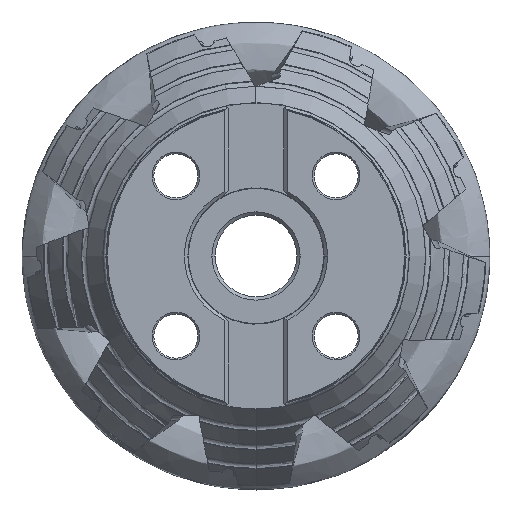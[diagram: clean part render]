
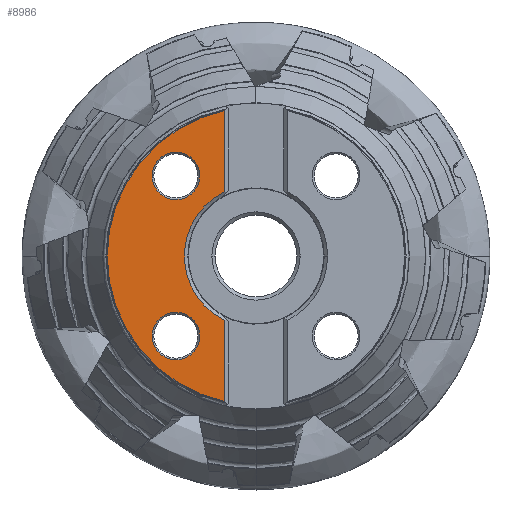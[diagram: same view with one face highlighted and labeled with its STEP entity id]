
A CAD part, left-side view. The second image highlights one B-rep face of the part: STEP entity #8986.
In plain terms, the highlighted planar face has unit normal (-1, 0, 0).
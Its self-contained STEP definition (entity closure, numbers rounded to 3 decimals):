
#279 = FACE_OUTER_BOUND ( 'NONE', #22734, .T. ) ;
#499 = ORIENTED_EDGE ( 'NONE', *, *, #7619, .F. ) ;
#551 = CIRCLE ( 'NONE', #17837, 7. ) ;
#679 = ORIENTED_EDGE ( 'NONE', *, *, #9089, .T. ) ;
#718 = ORIENTED_EDGE ( 'NONE', *, *, #16588, .T. ) ;
#1237 = DIRECTION ( 'NONE',  ( 1., 0., 0. ) ) ;
#1575 = VECTOR ( 'NONE', #10603, 1000. ) ;
#1841 = CARTESIAN_POINT ( 'NONE',  ( -61.5, 0., 0. ) ) ;
#1877 = DIRECTION ( 'NONE',  ( 1., 0., 0. ) ) ;
#1882 = VERTEX_POINT ( 'NONE', #14971 ) ;
#2177 = ORIENTED_EDGE ( 'NONE', *, *, #8616, .T. ) ;
#2223 = VERTEX_POINT ( 'NONE', #17921 ) ;
#2449 = VERTEX_POINT ( 'NONE', #23097 ) ;
#2466 = EDGE_CURVE ( 'NONE', #17078, #2223, #17450, .T. ) ;
#3617 = DIRECTION ( 'NONE',  ( 0., 1., 0. ) ) ;
#3634 = CARTESIAN_POINT ( 'NONE',  ( -61.5, 23.582, -23.582 ) ) ;
#4244 = VERTEX_POINT ( 'NONE', #11105 ) ;
#4403 = FACE_BOUND ( 'NONE', #21599, .T. ) ;
#5373 = CARTESIAN_POINT ( 'NONE',  ( -61.5, 0., 0. ) ) ;
#5384 = CARTESIAN_POINT ( 'NONE',  ( -61.5, 23.582, 16.582 ) ) ;
#5399 = DIRECTION ( 'NONE',  ( 0., 0., 1. ) ) ;
#5405 = CARTESIAN_POINT ( 'NONE',  ( -61.5, 23.582, -23.582 ) ) ;
#6281 = VERTEX_POINT ( 'NONE', #5384 ) ;
#6530 = AXIS2_PLACEMENT_3D ( 'NONE', #1841, #14265, #3617 ) ;
#6579 = ORIENTED_EDGE ( 'NONE', *, *, #2466, .T. ) ;
#6817 = LINE ( 'NONE', #7008, #1575 ) ;
#6861 = EDGE_CURVE ( 'NONE', #4244, #22082, #14769, .T. ) ;
#6899 = AXIS2_PLACEMENT_3D ( 'NONE', #5373, #17834, #7157 ) ;
#7008 = CARTESIAN_POINT ( 'NONE',  ( -61.5, 9.2, -50. ) ) ;
#7157 = DIRECTION ( 'NONE',  ( 0., 0., -1. ) ) ;
#7191 = DIRECTION ( 'NONE',  ( 0., 0., 1. ) ) ;
#7619 = EDGE_CURVE ( 'NONE', #2449, #1882, #16426, .T. ) ;
#8521 = CARTESIAN_POINT ( 'NONE',  ( -61.5, 9.2, -18.961 ) ) ;
#8616 = EDGE_CURVE ( 'NONE', #22082, #4244, #551, .T. ) ;
#8986 = ADVANCED_FACE ( 'NONE', ( #4403, #13878, #279 ), #21042, .T. ) ;
#9089 = EDGE_CURVE ( 'NONE', #18030, #6281, #22831, .T. ) ;
#9795 = DIRECTION ( 'NONE',  ( 0., 0., 1. ) ) ;
#9870 = ORIENTED_EDGE ( 'NONE', *, *, #23008, .T. ) ;
#10231 = EDGE_LOOP ( 'NONE', ( #679, #22529 ) ) ;
#10341 = DIRECTION ( 'NONE',  ( -1., 0., 0. ) ) ;
#10603 = DIRECTION ( 'NONE',  ( 0., 0., 1. ) ) ;
#10977 = AXIS2_PLACEMENT_3D ( 'NONE', #12518, #1877, #14299 ) ;
#11105 = CARTESIAN_POINT ( 'NONE',  ( -61.5, 23.582, -16.582 ) ) ;
#11888 = CARTESIAN_POINT ( 'NONE',  ( -61.5, 23.582, 23.582 ) ) ;
#12177 = AXIS2_PLACEMENT_3D ( 'NONE', #17419, #10341, #22823 ) ;
#12202 = CARTESIAN_POINT ( 'NONE',  ( -61.5, 23.582, 30.582 ) ) ;
#12518 = CARTESIAN_POINT ( 'NONE',  ( -61.5, 23.582, 23.582 ) ) ;
#13640 = DIRECTION ( 'NONE',  ( 0., 0., 1. ) ) ;
#13878 = FACE_BOUND ( 'NONE', #10231, .T. ) ;
#14265 = DIRECTION ( 'NONE',  ( 1., 0., 0. ) ) ;
#14299 = DIRECTION ( 'NONE',  ( 0., 0., 1. ) ) ;
#14769 = CIRCLE ( 'NONE', #18985, 7. ) ;
#14971 = CARTESIAN_POINT ( 'NONE',  ( -61.5, 9.2, 42.813 ) ) ;
#15055 = ORIENTED_EDGE ( 'NONE', *, *, #6861, .T. ) ;
#15193 = EDGE_CURVE ( 'NONE', #6281, #18030, #21490, .T. ) ;
#16063 = DIRECTION ( 'NONE',  ( 1., 0., 0. ) ) ;
#16426 = CIRCLE ( 'NONE', #6899, 43.79 ) ;
#16588 = EDGE_CURVE ( 'NONE', #2449, #17078, #21445, .T. ) ;
#16668 = VECTOR ( 'NONE', #9795, 1000. ) ;
#17078 = VERTEX_POINT ( 'NONE', #8521 ) ;
#17419 = CARTESIAN_POINT ( 'NONE',  ( -61.5, 43.79, 0. ) ) ;
#17450 = CIRCLE ( 'NONE', #6530, 21.075 ) ;
#17791 = AXIS2_PLACEMENT_3D ( 'NONE', #11888, #1237, #13640 ) ;
#17834 = DIRECTION ( 'NONE',  ( 1., 0., 0. ) ) ;
#17837 = AXIS2_PLACEMENT_3D ( 'NONE', #3634, #16063, #5399 ) ;
#17873 = DIRECTION ( 'NONE',  ( 1., 0., 0. ) ) ;
#17921 = CARTESIAN_POINT ( 'NONE',  ( -61.5, 9.2, 18.961 ) ) ;
#18030 = VERTEX_POINT ( 'NONE', #12202 ) ;
#18985 = AXIS2_PLACEMENT_3D ( 'NONE', #5405, #17873, #7191 ) ;
#20490 = CARTESIAN_POINT ( 'NONE',  ( -61.5, 9.2, -50. ) ) ;
#21042 = PLANE ( 'NONE',  #12177 ) ;
#21445 = LINE ( 'NONE', #20490, #16668 ) ;
#21490 = CIRCLE ( 'NONE', #17791, 7. ) ;
#21599 = EDGE_LOOP ( 'NONE', ( #15055, #2177 ) ) ;
#22082 = VERTEX_POINT ( 'NONE', #23066 ) ;
#22529 = ORIENTED_EDGE ( 'NONE', *, *, #15193, .T. ) ;
#22734 = EDGE_LOOP ( 'NONE', ( #9870, #499, #718, #6579 ) ) ;
#22823 = DIRECTION ( 'NONE',  ( 0., 0., 1. ) ) ;
#22831 = CIRCLE ( 'NONE', #10977, 7. ) ;
#23008 = EDGE_CURVE ( 'NONE', #2223, #1882, #6817, .T. ) ;
#23066 = CARTESIAN_POINT ( 'NONE',  ( -61.5, 23.582, -30.582 ) ) ;
#23097 = CARTESIAN_POINT ( 'NONE',  ( -61.5, 9.2, -42.813 ) ) ;
